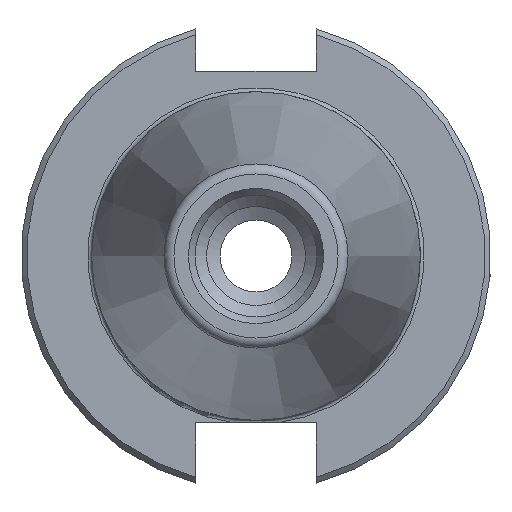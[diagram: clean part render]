
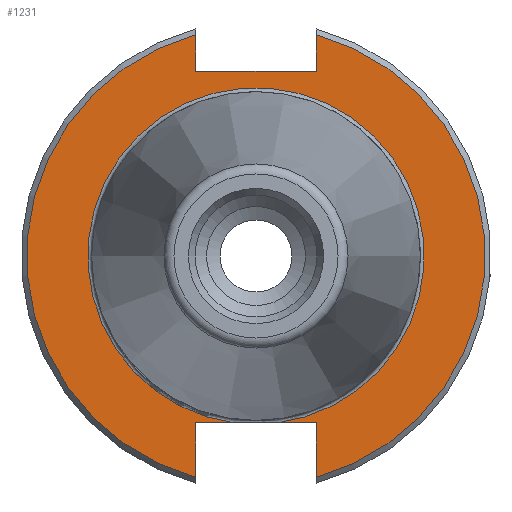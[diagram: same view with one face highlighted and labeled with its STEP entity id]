
A CAD part, left-side view. The second image highlights one B-rep face of the part: STEP entity #1231.
In plain terms, the highlighted planar face has unit normal (-1, 0, 0).
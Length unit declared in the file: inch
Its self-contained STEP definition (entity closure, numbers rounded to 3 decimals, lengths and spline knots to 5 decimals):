
#87=LINE('',#1968,#134);
#94=LINE('',#2016,#141);
#96=LINE('',#2027,#143);
#97=LINE('',#2029,#144);
#98=LINE('',#2031,#145);
#99=LINE('',#2033,#146);
#100=LINE('',#2035,#147);
#134=VECTOR('',#1558,0.28929);
#141=VECTOR('',#1571,0.28929);
#143=VECTOR('',#1581,0.20828);
#144=VECTOR('',#1582,0.19429);
#145=VECTOR('',#1583,0.64);
#146=VECTOR('',#1584,0.19429);
#147=VECTOR('',#1587,0.20828);
#179=PLANE('',#1345);
#317=FACE_OUTER_BOUND('',#420,.T.);
#420=EDGE_LOOP('',(#950,#951,#952,#953,#954,#955,#956,#957,#958,#959));
#535=CIRCLE('',#1310,0.895);
#552=CIRCLE('',#1344,1.22);
#553=CIRCLE('',#1346,1.22);
#612=VERTEX_POINT('',#1891);
#613=VERTEX_POINT('',#1892);
#635=VERTEX_POINT('',#1965);
#636=VERTEX_POINT('',#1967);
#649=VERTEX_POINT('',#2011);
#650=VERTEX_POINT('',#2015);
#652=VERTEX_POINT('',#2021);
#653=VERTEX_POINT('',#2028);
#654=VERTEX_POINT('',#2030);
#655=VERTEX_POINT('',#2032);
#733=EDGE_CURVE('',#612,#613,#535,.T.);
#757=EDGE_CURVE('',#636,#635,#87,.T.);
#773=EDGE_CURVE('',#650,#649,#94,.T.);
#777=EDGE_CURVE('',#652,#649,#552,.T.);
#778=EDGE_CURVE('',#612,#650,#96,.T.);
#779=EDGE_CURVE('',#652,#653,#97,.T.);
#780=EDGE_CURVE('',#653,#654,#98,.T.);
#781=EDGE_CURVE('',#654,#655,#99,.T.);
#782=EDGE_CURVE('',#636,#655,#553,.T.);
#783=EDGE_CURVE('',#635,#613,#100,.T.);
#950=ORIENTED_EDGE('',*,*,#733,.F.);
#951=ORIENTED_EDGE('',*,*,#778,.T.);
#952=ORIENTED_EDGE('',*,*,#773,.T.);
#953=ORIENTED_EDGE('',*,*,#777,.F.);
#954=ORIENTED_EDGE('',*,*,#779,.T.);
#955=ORIENTED_EDGE('',*,*,#780,.T.);
#956=ORIENTED_EDGE('',*,*,#781,.T.);
#957=ORIENTED_EDGE('',*,*,#782,.F.);
#958=ORIENTED_EDGE('',*,*,#757,.T.);
#959=ORIENTED_EDGE('',*,*,#783,.T.);
#1231=ADVANCED_FACE('',(#317),#179,.T.);
#1310=AXIS2_PLACEMENT_3D('',#1903,#1493,#1494);
#1344=AXIS2_PLACEMENT_3D('',#2025,#1577,#1578);
#1345=AXIS2_PLACEMENT_3D('',#2026,#1579,#1580);
#1346=AXIS2_PLACEMENT_3D('',#2034,#1585,#1586);
#1493=DIRECTION('center_axis',(-1.,0.,0.));
#1494=DIRECTION('ref_axis',(0.,-1.,0.));
#1558=DIRECTION('',(0.,0.,1.));
#1571=DIRECTION('',(0.,0.,-1.));
#1577=DIRECTION('center_axis',(1.,0.,0.));
#1578=DIRECTION('ref_axis',(0.,-1.,0.));
#1579=DIRECTION('center_axis',(-1.,0.,0.));
#1580=DIRECTION('ref_axis',(0.,0.,1.));
#1581=DIRECTION('',(0.,-1.,0.));
#1582=DIRECTION('',(0.,0.,-1.));
#1583=DIRECTION('',(0.,1.,0.));
#1584=DIRECTION('',(0.,0.,1.));
#1585=DIRECTION('center_axis',(1.,0.,0.));
#1586=DIRECTION('ref_axis',(0.,1.,0.));
#1587=DIRECTION('',(0.,-1.,0.));
#1891=CARTESIAN_POINT('',(0.125,-0.11172,-0.888));
#1892=CARTESIAN_POINT('',(0.125,0.11172,-0.888));
#1903=CARTESIAN_POINT('Origin',(0.125,0.,0.));
#1965=CARTESIAN_POINT('',(0.125,0.32,-0.888));
#1967=CARTESIAN_POINT('',(0.125,0.32,-1.17729));
#1968=CARTESIAN_POINT('',(0.125,0.32,-0.444));
#2011=CARTESIAN_POINT('',(0.125,-0.32,-1.17729));
#2015=CARTESIAN_POINT('',(0.125,-0.32,-0.888));
#2016=CARTESIAN_POINT('',(0.125,-0.32,-0.444));
#2021=CARTESIAN_POINT('',(0.125,-0.32,1.17729));
#2025=CARTESIAN_POINT('Origin',(0.125,0.,0.));
#2026=CARTESIAN_POINT('Origin',(0.125,1.0625,0.));
#2027=CARTESIAN_POINT('',(0.125,0.53125,-0.888));
#2028=CARTESIAN_POINT('',(0.125,-0.32,0.983));
#2029=CARTESIAN_POINT('',(0.125,-0.32,0.4915));
#2030=CARTESIAN_POINT('',(0.125,0.32,0.983));
#2031=CARTESIAN_POINT('',(0.125,0.53125,0.983));
#2032=CARTESIAN_POINT('',(0.125,0.32,1.17729));
#2033=CARTESIAN_POINT('',(0.125,0.32,0.4915));
#2034=CARTESIAN_POINT('Origin',(0.125,0.,0.));
#2035=CARTESIAN_POINT('',(0.125,0.53125,-0.888));
